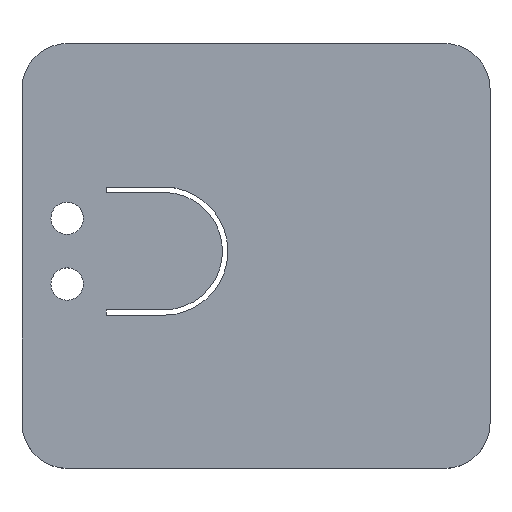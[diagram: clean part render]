
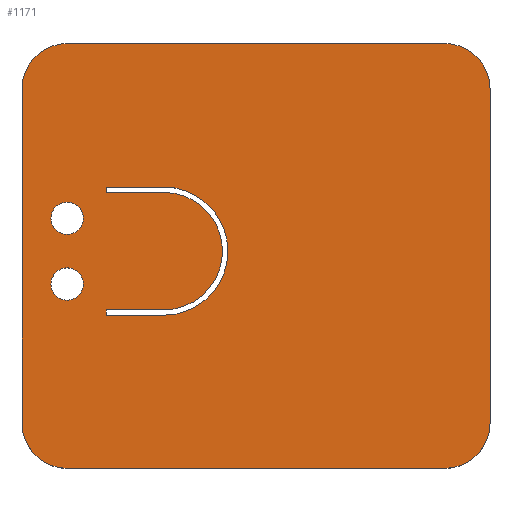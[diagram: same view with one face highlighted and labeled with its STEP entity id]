
A CAD part, top view. The second image highlights one B-rep face of the part: STEP entity #1171.
In plain terms, the highlighted planar face has unit normal (0, 0, 1).
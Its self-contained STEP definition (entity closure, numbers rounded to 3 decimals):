
#65=FACE_BOUND('',#463,.T.);
#66=FACE_BOUND('',#464,.T.);
#67=FACE_BOUND('',#465,.T.);
#89=LINE('',#1758,#194);
#92=LINE('',#1763,#197);
#94=LINE('',#1767,#199);
#97=LINE('',#1775,#202);
#99=LINE('',#1779,#204);
#101=LINE('',#1783,#206);
#158=LINE('',#1960,#263);
#163=LINE('',#1974,#268);
#167=LINE('',#1986,#272);
#171=LINE('',#1998,#276);
#194=VECTOR('',#1391,10.);
#197=VECTOR('',#1396,10.);
#199=VECTOR('',#1400,10.);
#202=VECTOR('',#1409,10.);
#204=VECTOR('',#1413,10.);
#206=VECTOR('',#1417,10.);
#263=VECTOR('',#1622,10.);
#268=VECTOR('',#1635,10.);
#272=VECTOR('',#1647,10.);
#276=VECTOR('',#1659,10.);
#314=PLANE('',#1315);
#382=FACE_OUTER_BOUND('',#462,.T.);
#462=EDGE_LOOP('',(#1070,#1071,#1072,#1073,#1074,#1075,#1076,#1077));
#463=EDGE_LOOP('',(#1078));
#464=EDGE_LOOP('',(#1079));
#465=EDGE_LOOP('',(#1080,#1081,#1082,#1083,#1084,#1085,#1086,#1087));
#485=CIRCLE('',#1214,1.5);
#487=CIRCLE('',#1217,1.5);
#488=CIRCLE('',#1222,5.447);
#489=CIRCLE('',#1227,5.947);
#508=CIRCLE('',#1301,4.2);
#510=CIRCLE('',#1305,4.2);
#512=CIRCLE('',#1309,4.2);
#514=CIRCLE('',#1313,4.2);
#550=VERTEX_POINT('',#1746);
#552=VERTEX_POINT('',#1752);
#553=VERTEX_POINT('',#1756);
#554=VERTEX_POINT('',#1757);
#555=VERTEX_POINT('',#1762);
#556=VERTEX_POINT('',#1766);
#557=VERTEX_POINT('',#1770);
#558=VERTEX_POINT('',#1774);
#559=VERTEX_POINT('',#1778);
#560=VERTEX_POINT('',#1782);
#605=VERTEX_POINT('',#1958);
#606=VERTEX_POINT('',#1959);
#609=VERTEX_POINT('',#1967);
#611=VERTEX_POINT('',#1973);
#613=VERTEX_POINT('',#1979);
#615=VERTEX_POINT('',#1985);
#617=VERTEX_POINT('',#1991);
#619=VERTEX_POINT('',#1997);
#657=EDGE_CURVE('',#550,#550,#485,.T.);
#660=EDGE_CURVE('',#552,#552,#487,.T.);
#661=EDGE_CURVE('',#553,#554,#89,.T.);
#664=EDGE_CURVE('',#554,#555,#92,.T.);
#666=EDGE_CURVE('',#555,#556,#94,.T.);
#668=EDGE_CURVE('',#556,#557,#488,.T.);
#670=EDGE_CURVE('',#557,#558,#97,.T.);
#672=EDGE_CURVE('',#558,#559,#99,.T.);
#674=EDGE_CURVE('',#559,#560,#101,.T.);
#676=EDGE_CURVE('',#560,#553,#489,.T.);
#758=EDGE_CURVE('',#605,#606,#158,.T.);
#762=EDGE_CURVE('',#606,#609,#508,.T.);
#765=EDGE_CURVE('',#609,#611,#163,.T.);
#768=EDGE_CURVE('',#611,#613,#510,.T.);
#771=EDGE_CURVE('',#613,#615,#167,.T.);
#774=EDGE_CURVE('',#615,#617,#512,.T.);
#777=EDGE_CURVE('',#617,#619,#171,.T.);
#780=EDGE_CURVE('',#619,#605,#514,.T.);
#1070=ORIENTED_EDGE('',*,*,#758,.T.);
#1071=ORIENTED_EDGE('',*,*,#762,.T.);
#1072=ORIENTED_EDGE('',*,*,#765,.T.);
#1073=ORIENTED_EDGE('',*,*,#768,.T.);
#1074=ORIENTED_EDGE('',*,*,#771,.T.);
#1075=ORIENTED_EDGE('',*,*,#774,.T.);
#1076=ORIENTED_EDGE('',*,*,#777,.T.);
#1077=ORIENTED_EDGE('',*,*,#780,.T.);
#1078=ORIENTED_EDGE('',*,*,#657,.T.);
#1079=ORIENTED_EDGE('',*,*,#660,.T.);
#1080=ORIENTED_EDGE('',*,*,#670,.T.);
#1081=ORIENTED_EDGE('',*,*,#672,.T.);
#1082=ORIENTED_EDGE('',*,*,#674,.T.);
#1083=ORIENTED_EDGE('',*,*,#676,.T.);
#1084=ORIENTED_EDGE('',*,*,#661,.T.);
#1085=ORIENTED_EDGE('',*,*,#664,.T.);
#1086=ORIENTED_EDGE('',*,*,#666,.T.);
#1087=ORIENTED_EDGE('',*,*,#668,.T.);
#1171=ADVANCED_FACE('',(#382,#65,#66,#67),#314,.T.);
#1214=AXIS2_PLACEMENT_3D('',#1748,#1380,#1381);
#1217=AXIS2_PLACEMENT_3D('',#1754,#1387,#1388);
#1222=AXIS2_PLACEMENT_3D('',#1771,#1404,#1405);
#1227=AXIS2_PLACEMENT_3D('',#1786,#1421,#1422);
#1301=AXIS2_PLACEMENT_3D('',#1968,#1628,#1629);
#1305=AXIS2_PLACEMENT_3D('',#1980,#1640,#1641);
#1309=AXIS2_PLACEMENT_3D('',#1992,#1652,#1653);
#1313=AXIS2_PLACEMENT_3D('',#2003,#1664,#1665);
#1315=AXIS2_PLACEMENT_3D('',#2005,#1668,#1669);
#1380=DIRECTION('center_axis',(0.,0.,-1.));
#1381=DIRECTION('ref_axis',(1.,0.,0.));
#1387=DIRECTION('center_axis',(0.,0.,-1.));
#1388=DIRECTION('ref_axis',(1.,0.,0.));
#1391=DIRECTION('',(-1.,0.,0.));
#1396=DIRECTION('',(0.,1.,0.));
#1400=DIRECTION('',(1.,0.,0.));
#1404=DIRECTION('center_axis',(0.,0.,1.));
#1405=DIRECTION('ref_axis',(0.,1.,0.));
#1409=DIRECTION('',(-1.,0.,0.));
#1413=DIRECTION('',(0.,1.,0.));
#1417=DIRECTION('',(1.,0.,0.));
#1421=DIRECTION('center_axis',(0.,0.,-1.));
#1422=DIRECTION('ref_axis',(0.,-1.,0.));
#1622=DIRECTION('',(1.,0.,0.));
#1628=DIRECTION('center_axis',(0.,0.,1.));
#1629=DIRECTION('ref_axis',(0.,-1.,0.));
#1635=DIRECTION('',(0.,1.,0.));
#1640=DIRECTION('center_axis',(0.,0.,1.));
#1641=DIRECTION('ref_axis',(1.,0.,0.));
#1647=DIRECTION('',(-1.,0.,0.));
#1652=DIRECTION('center_axis',(0.,0.,1.));
#1653=DIRECTION('ref_axis',(0.,1.,0.));
#1659=DIRECTION('',(0.,-1.,0.));
#1664=DIRECTION('center_axis',(0.,0.,1.));
#1665=DIRECTION('ref_axis',(-1.,0.,0.));
#1668=DIRECTION('center_axis',(0.,0.,1.));
#1669=DIRECTION('ref_axis',(1.,0.,0.));
#1746=CARTESIAN_POINT('',(-27.84,3.441,1.));
#1748=CARTESIAN_POINT('Origin',(-26.34,3.441,1.));
#1752=CARTESIAN_POINT('',(-27.84,-2.661,1.));
#1754=CARTESIAN_POINT('Origin',(-26.34,-2.661,1.));
#1756=CARTESIAN_POINT('',(-17.377,-5.557,1.));
#1757=CARTESIAN_POINT('',(-22.7,-5.557,1.));
#1758=CARTESIAN_POINT('',(-15.761,-5.557,1.));
#1762=CARTESIAN_POINT('',(-22.7,-5.057,1.));
#1763=CARTESIAN_POINT('',(-22.7,-2.555,1.));
#1766=CARTESIAN_POINT('',(-17.377,-5.057,1.));
#1767=CARTESIAN_POINT('',(-13.099,-5.057,1.));
#1770=CARTESIAN_POINT('',(-17.377,5.837,1.));
#1771=CARTESIAN_POINT('Origin',(-17.377,0.39,1.));
#1774=CARTESIAN_POINT('',(-22.7,5.837,1.));
#1775=CARTESIAN_POINT('',(-15.761,5.837,1.));
#1778=CARTESIAN_POINT('',(-22.7,6.337,1.));
#1779=CARTESIAN_POINT('',(-22.7,3.141,1.));
#1782=CARTESIAN_POINT('',(-17.377,6.337,1.));
#1783=CARTESIAN_POINT('',(-13.099,6.337,1.));
#1786=CARTESIAN_POINT('Origin',(-17.377,0.39,1.));
#1958=CARTESIAN_POINT('',(-26.322,-19.754,1.));
#1959=CARTESIAN_POINT('',(8.678,-19.754,1.));
#1960=CARTESIAN_POINT('',(-26.322,-19.754,1.));
#1967=CARTESIAN_POINT('',(12.878,-15.554,1.));
#1968=CARTESIAN_POINT('Origin',(8.678,-15.554,1.));
#1973=CARTESIAN_POINT('',(12.878,15.446,1.));
#1974=CARTESIAN_POINT('',(12.878,-15.554,1.));
#1979=CARTESIAN_POINT('',(8.678,19.646,1.));
#1980=CARTESIAN_POINT('Origin',(8.678,15.446,1.));
#1985=CARTESIAN_POINT('',(-26.322,19.646,1.));
#1986=CARTESIAN_POINT('',(8.678,19.646,1.));
#1991=CARTESIAN_POINT('',(-30.522,15.446,1.));
#1992=CARTESIAN_POINT('Origin',(-26.322,15.446,1.));
#1997=CARTESIAN_POINT('',(-30.522,-15.554,1.));
#1998=CARTESIAN_POINT('',(-30.522,15.446,1.));
#2003=CARTESIAN_POINT('Origin',(-26.322,-15.554,1.));
#2005=CARTESIAN_POINT('Origin',(-8.822,-0.054,1.));
